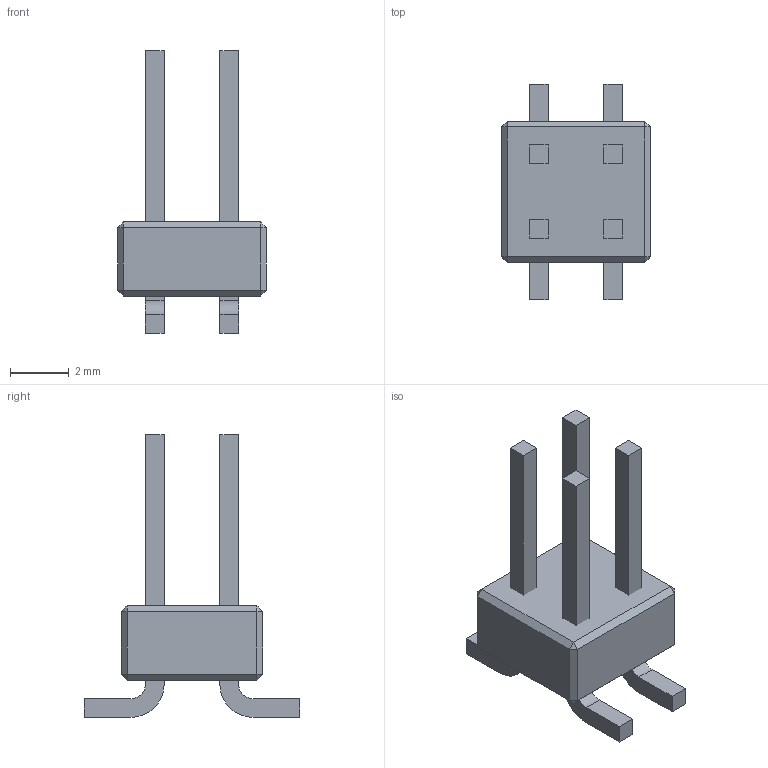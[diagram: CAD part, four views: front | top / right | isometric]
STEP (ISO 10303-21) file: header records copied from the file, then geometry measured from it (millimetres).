
FILE_DESCRIPTION(('FreeCAD Model'),'2;1');
FILE_NAME('header_smd_2_54_2x2.step', '2020-12-06T10:56:23',('Author'),(''), 'Open CASCADE STEP processor 7.4','FreeCAD','Unknown');
FILE_SCHEMA(('AUTOMOTIVE_DESIGN { 1 0 10303 214 1 1 1 1 }'));
Length unit declared in the file: millimetre
Products named in the file (3): Chamfer; Array; Array_(Mirror_#1)
Bounding box: 5.08 x 7.37 x 9.65 mm (x, y, z)
Volume: 80 mm3; surface area: 213.4 mm2
Topology: 5 solids, 5 shells, 66 faces, 144 edges, 88 vertices
Faces by surface type: plane 58, cylinder 8
Entity records: 3893 total; most frequent: CARTESIAN_POINT 635, DIRECTION 574, LINE 400, VECTOR 400, ORIENTED_EDGE 288, PCURVE 288, DEFINITIONAL_REPRESENTATION 288, EDGE_CURVE 144
